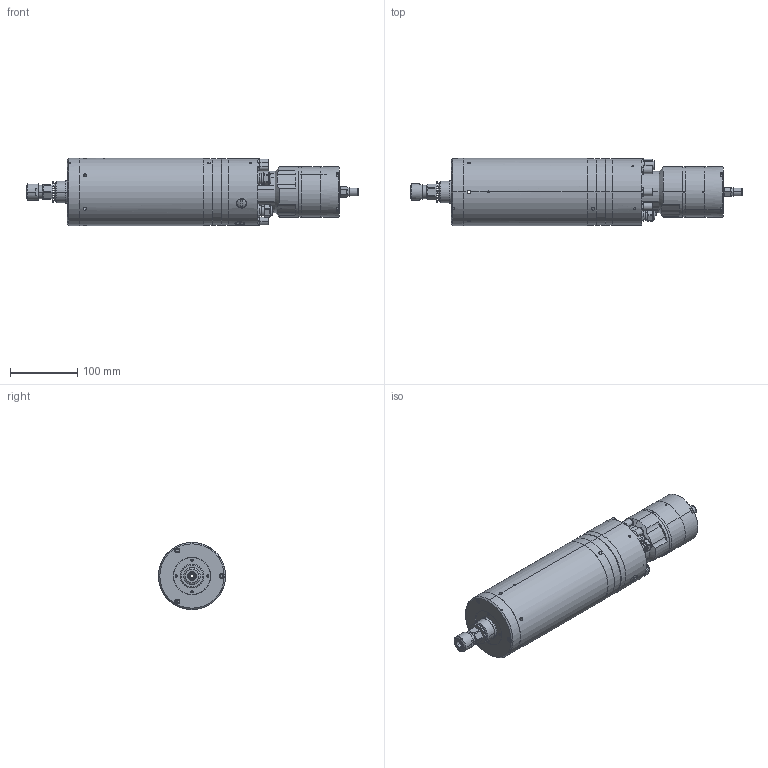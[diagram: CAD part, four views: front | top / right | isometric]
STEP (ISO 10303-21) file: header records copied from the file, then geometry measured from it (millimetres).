
FILE_DESCRIPTION (( 'STEP AP203' ), '1' );
FILE_NAME ('100A3024K-00-.STEP', '2013-08-05T11:02:34', ( '' ), ( '' ), 'SwSTEP 2.0', 'SolidWorks 2012', '' );
FILE_SCHEMA (( 'CONFIG_CONTROL_DESIGN' ));
Length unit declared in the file: millimetre
Products named in the file (1): 100A3024K-00-
Bounding box: 495.13 x 100 x 100 mm (x, y, z)
Surface area: 181159.8 mm2 (no closed solid volume)
Topology: 0 solids, 64 shells, 621 faces, 1942 edges, 1400 vertices
Faces by surface type: cylinder 273, plane 238, cone 64, torus 40, sphere 6
Entity records: 23750 total; most frequent: CARTESIAN_POINT 5834, DIRECTION 4084, ORIENTED_EDGE 3110, EDGE_CURVE 1936, AXIS2_PLACEMENT_3D 1644, VERTEX_POINT 1400, CIRCLE 1022, EDGE_LOOP 815
